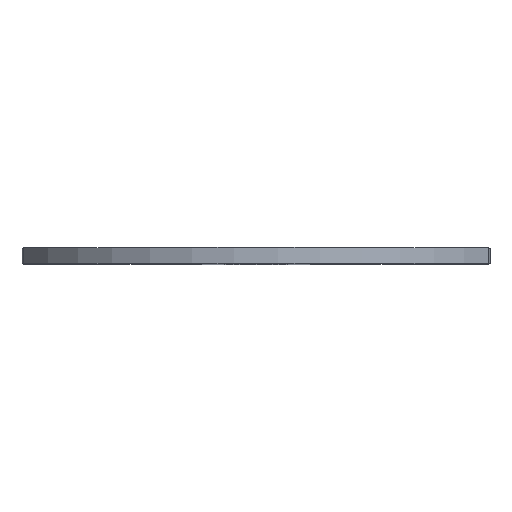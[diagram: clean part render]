
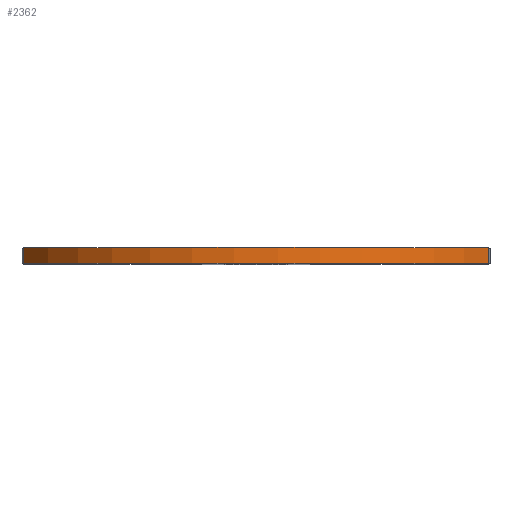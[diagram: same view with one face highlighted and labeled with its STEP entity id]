
A CAD part, top view. The second image highlights one B-rep face of the part: STEP entity #2362.
In plain terms, the highlighted cylindrical face has radius 75 mm (diameter 150 mm), a partial arc.
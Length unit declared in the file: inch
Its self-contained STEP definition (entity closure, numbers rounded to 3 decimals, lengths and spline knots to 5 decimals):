
#5 = ORIENTED_EDGE ( 'NONE', *, *, #690, .F. ) ;
#124 = EDGE_CURVE ( 'NONE', #882, #877, #1594, .T. ) ;
#131 = CARTESIAN_POINT ( 'NONE',  ( 2.57768, 0.17323, 3.0507 ) ) ;
#183 = DIRECTION ( 'NONE',  ( 0., 0., 1. ) ) ;
#237 = FACE_OUTER_BOUND ( 'NONE', #2483, .T. ) ;
#363 = CARTESIAN_POINT ( 'NONE',  ( -2.57768, 0.17323, 3.0507 ) ) ;
#595 = DIRECTION ( 'NONE',  ( 0., 1., 0. ) ) ;
#608 = ORIENTED_EDGE ( 'NONE', *, *, #124, .T. ) ;
#609 = CIRCLE ( 'NONE', #2418, 2.95276 ) ;
#631 = DIRECTION ( 'NONE',  ( 0., -1., 0. ) ) ;
#647 = DIRECTION ( 'NONE',  ( 0., -1., 0. ) ) ;
#683 = CARTESIAN_POINT ( 'NONE',  ( -2.57768, 0.17323, 3.0507 ) ) ;
#690 = EDGE_CURVE ( 'NONE', #1691, #1786, #1628, .T. ) ;
#701 = CARTESIAN_POINT ( 'NONE',  ( -2.57768, 0., 3.0507 ) ) ;
#720 = CARTESIAN_POINT ( 'NONE',  ( 2.57768, 0., 3.0507 ) ) ;
#877 = VERTEX_POINT ( 'NONE', #701 ) ;
#882 = VERTEX_POINT ( 'NONE', #683 ) ;
#1032 = CARTESIAN_POINT ( 'NONE',  ( 2.57768, 0.17323, 3.0507 ) ) ;
#1098 = CARTESIAN_POINT ( 'NONE',  ( 0., 0.17323, 1.61044 ) ) ;
#1215 = VECTOR ( 'NONE', #1566, 39.37008 ) ;
#1247 = DIRECTION ( 'NONE',  ( 0., 0., 1. ) ) ;
#1544 = VECTOR ( 'NONE', #647, 39.37008 ) ;
#1555 = CIRCLE ( 'NONE', #1733, 2.95276 ) ;
#1566 = DIRECTION ( 'NONE',  ( 0., -1., 0. ) ) ;
#1594 = LINE ( 'NONE', #363, #1215 ) ;
#1613 = EDGE_CURVE ( 'NONE', #882, #1691, #609, .T. ) ;
#1628 = LINE ( 'NONE', #1032, #1544 ) ;
#1665 = DIRECTION ( 'NONE',  ( 0., 0., -1. ) ) ;
#1691 = VERTEX_POINT ( 'NONE', #131 ) ;
#1733 = AXIS2_PLACEMENT_3D ( 'NONE', #1778, #595, #183 ) ;
#1778 = CARTESIAN_POINT ( 'NONE',  ( 0., 0., 1.61044 ) ) ;
#1786 = VERTEX_POINT ( 'NONE', #720 ) ;
#1870 = DIRECTION ( 'NONE',  ( 0., 1., 0. ) ) ;
#1977 = ORIENTED_EDGE ( 'NONE', *, *, #2174, .T. ) ;
#2174 = EDGE_CURVE ( 'NONE', #877, #1786, #1555, .T. ) ;
#2189 = AXIS2_PLACEMENT_3D ( 'NONE', #2512, #631, #1665 ) ;
#2256 = ORIENTED_EDGE ( 'NONE', *, *, #1613, .F. ) ;
#2362 = ADVANCED_FACE ( 'NONE', ( #237 ), #2494, .T. ) ;
#2418 = AXIS2_PLACEMENT_3D ( 'NONE', #1098, #1870, #1247 ) ;
#2483 = EDGE_LOOP ( 'NONE', ( #1977, #5, #2256, #608 ) ) ;
#2494 = CYLINDRICAL_SURFACE ( 'NONE', #2189, 2.95276 ) ;
#2512 = CARTESIAN_POINT ( 'NONE',  ( 0., 0.17323, 1.61044 ) ) ;
